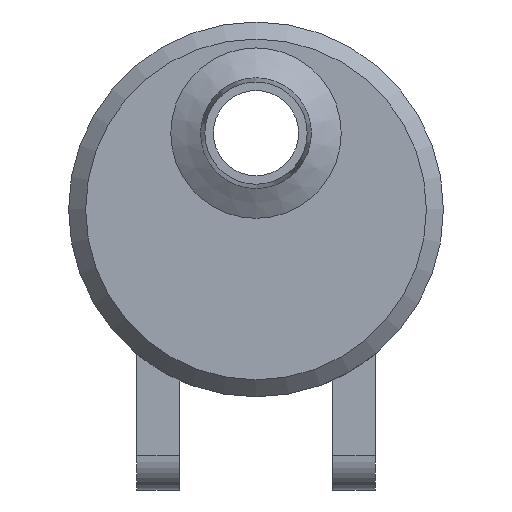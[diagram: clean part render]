
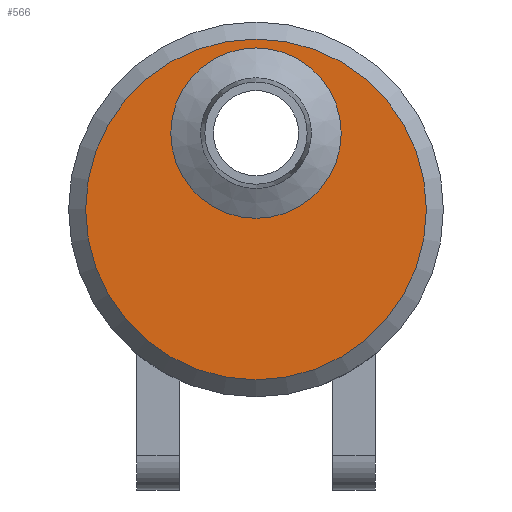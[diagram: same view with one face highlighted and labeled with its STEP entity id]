
A CAD part, left-side view. The second image highlights one B-rep face of the part: STEP entity #566.
In plain terms, the highlighted planar face has unit normal (-1, 0, 0).
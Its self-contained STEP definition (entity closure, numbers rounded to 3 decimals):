
#32=FACE_BOUND('',#119,.T.);
#46=PLANE('',#642);
#74=FACE_OUTER_BOUND('',#118,.T.);
#118=EDGE_LOOP('',(#497));
#119=EDGE_LOOP('',(#498));
#239=CIRCLE('',#641,10.);
#240=CIRCLE('',#643,5.);
#288=VERTEX_POINT('',#969);
#289=VERTEX_POINT('',#973);
#358=EDGE_CURVE('',#288,#288,#239,.T.);
#360=EDGE_CURVE('',#289,#289,#240,.T.);
#497=ORIENTED_EDGE('',*,*,#358,.F.);
#498=ORIENTED_EDGE('',*,*,#360,.T.);
#566=ADVANCED_FACE('',(#74,#32),#46,.T.);
#641=AXIS2_PLACEMENT_3D('',#970,#798,#799);
#642=AXIS2_PLACEMENT_3D('',#972,#801,#802);
#643=AXIS2_PLACEMENT_3D('',#974,#803,#804);
#798=DIRECTION('center_axis',(1.,0.,0.));
#799=DIRECTION('ref_axis',(0.,0.,-1.));
#801=DIRECTION('center_axis',(-1.,0.,0.));
#802=DIRECTION('ref_axis',(0.,0.,1.));
#803=DIRECTION('center_axis',(1.,0.,0.));
#804=DIRECTION('ref_axis',(0.,0.,1.));
#969=CARTESIAN_POINT('',(-5.,0.,10.));
#970=CARTESIAN_POINT('Origin',(-5.,0.,0.));
#972=CARTESIAN_POINT('Origin',(-5.,0.,0.));
#973=CARTESIAN_POINT('',(-5.,0.,-0.522));
#974=CARTESIAN_POINT('Origin',(-5.,0.,4.478));
